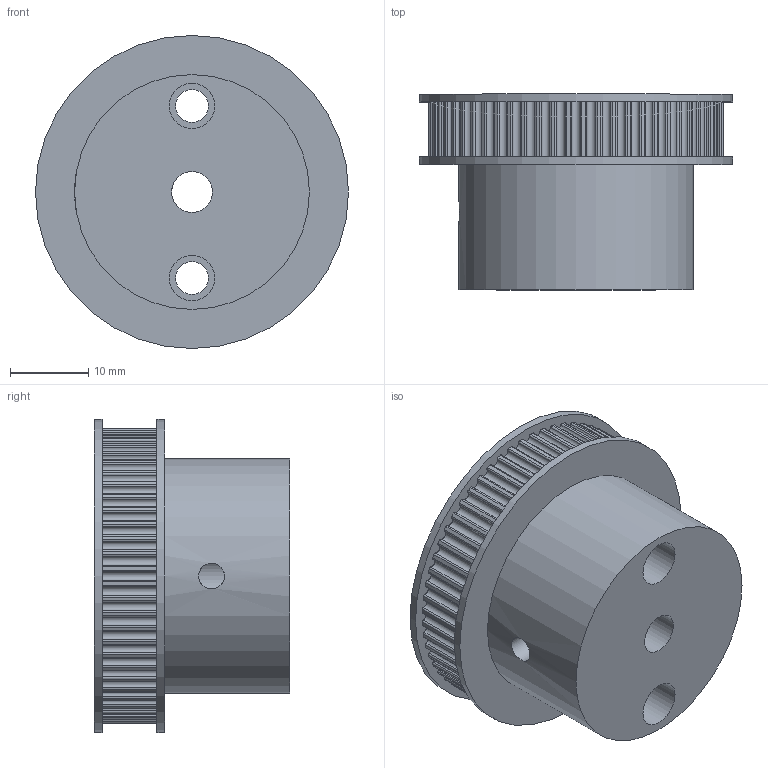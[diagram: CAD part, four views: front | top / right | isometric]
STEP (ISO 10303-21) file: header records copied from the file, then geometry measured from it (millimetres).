
FILE_DESCRIPTION(/* description */ (''),/* implementation_level */ '2;1');
FILE_NAME(/* name */ 'Modified Arm spacer pulley.stp',/* time_stamp */ '2020-09-27T19:57:37+01:00',/* author */ ('ferrerx'),/* organization */ (''),/* preprocessor_version */ 'ST-DEVELOPER v18',/* originating_system */ 'Autodesk Inventor 2020',/* authorisation */ '');
FILE_SCHEMA (('AUTOMOTIVE_DESIGN { 1 0 10303 214 3 1 1 }'));
Length unit declared in the file: millimetre
Products named in the file (1): Modified Arm spacer pulley
Bounding box: 40 x 25 x 40 mm (x, y, z)
Volume: 19681.5 mm3; surface area: 7020.4 mm2
Topology: 1 solids, 1 shells, 256 faces, 763 edges, 512 vertices
Faces by surface type: cylinder 249, plane 7
Full cylindrical faces by diameter (mm): 3.3 x1, 4.2 x2, 5.2 x1, 5.8 x2, 30 x1, 40 x2
Entity records: 9048 total; most frequent: DIRECTION 1777, CARTESIAN_POINT 1602, ORIENTED_EDGE 1526, EDGE_CURVE 763, AXIS2_PLACEMENT_3D 763, VERTEX_POINT 512, CIRCLE 506, EDGE_LOOP 267
